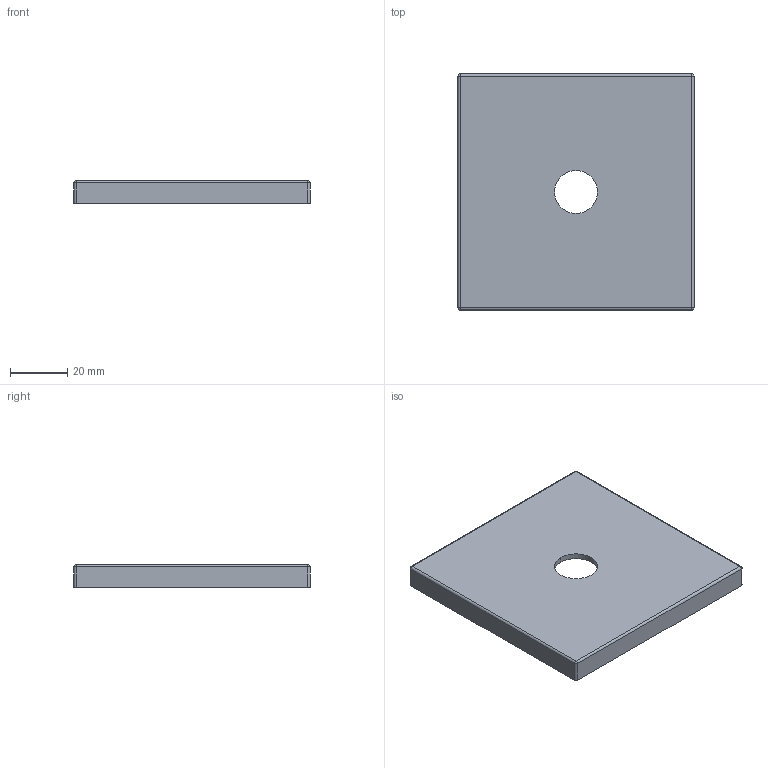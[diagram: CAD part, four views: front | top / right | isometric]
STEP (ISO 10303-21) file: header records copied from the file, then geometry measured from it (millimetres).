
FILE_DESCRIPTION((''),'2;1');
FILE_NAME('20-513_ASM','2024-02-08T00:16:32',('ChavanR'),(''),'CREO PARAMETRIC BY PTC INC, 2023134','CREO PARAMETRIC BY PTC INC, 2023134','');
FILE_SCHEMA(('CONFIG_CONTROL_DESIGN'));
Length unit declared in the file: inch
Products named in the file (2): 12509; 20-513_ASM
Assembly tree (1 placements, depth 2):
  20-513_ASM
    12509
Bounding box: 82.55 x 82.55 x 7.95 mm (x, y, z)
Volume: 19651.1 mm3; surface area: 17521.7 mm2
Topology: 1 solids, 1 shells, 54 faces, 122 edges, 72 vertices
Faces by surface type: cylinder 26, plane 16, torus 8, sphere 4
Entity records: 1577 total; most frequent: DIRECTION 296, CARTESIAN_POINT 251, ORIENTED_EDGE 244, EDGE_CURVE 122, AXIS2_PLACEMENT_3D 117, VERTEX_POINT 72, VECTOR 62, LINE 62
